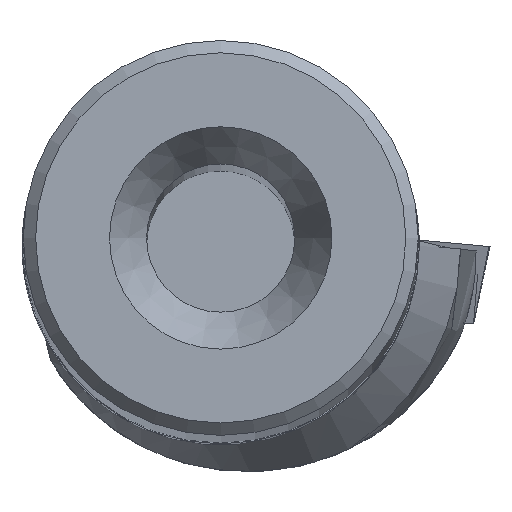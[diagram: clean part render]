
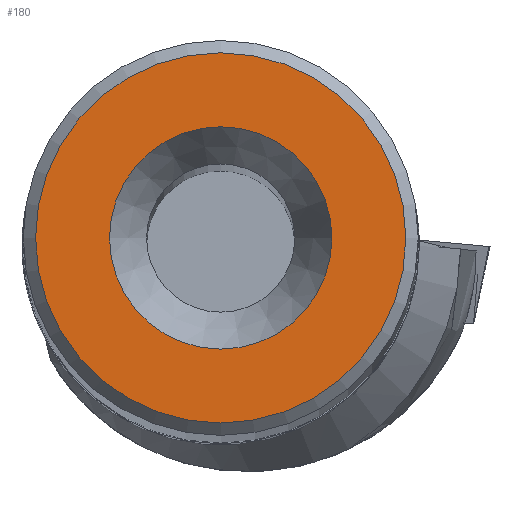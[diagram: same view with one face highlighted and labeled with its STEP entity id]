
A CAD part, top view. The second image highlights one B-rep face of the part: STEP entity #180.
In plain terms, the highlighted planar face has unit normal (0, 0, 1).
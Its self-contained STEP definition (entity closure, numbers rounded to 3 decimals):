
#180=ADVANCED_FACE('',(#303,#304),#210,.T.);
#210=PLANE('',#829);
#303=FACE_BOUND('',#353,.T.);
#304=FACE_BOUND('',#354,.T.);
#353=EDGE_LOOP('',(#475));
#354=EDGE_LOOP('',(#476));
#475=ORIENTED_EDGE('',*,*,#664,.T.);
#476=ORIENTED_EDGE('',*,*,#665,.F.);
#592=VERTEX_POINT('',#1312);
#593=VERTEX_POINT('',#1314);
#664=EDGE_CURVE('',#592,#592,#707,.T.);
#665=EDGE_CURVE('',#593,#593,#708,.T.);
#707=CIRCLE('',#827,4.5);
#708=CIRCLE('',#828,7.493);
#827=AXIS2_PLACEMENT_3D('',#1311,#979,#980);
#828=AXIS2_PLACEMENT_3D('',#1313,#981,#982);
#829=AXIS2_PLACEMENT_3D('',#1315,#983,#984);
#979=DIRECTION('',(0.,0.,-1.));
#980=DIRECTION('',(-1.,0.,0.));
#981=DIRECTION('',(0.,0.,-1.));
#982=DIRECTION('',(-1.,0.,0.));
#983=DIRECTION('',(0.,0.,1.));
#984=DIRECTION('',(-1.,0.,0.));
#1311=CARTESIAN_POINT('',(0.,0.,0.));
#1312=CARTESIAN_POINT('',(-4.5,0.,0.));
#1313=CARTESIAN_POINT('',(0.,0.,0.));
#1314=CARTESIAN_POINT('',(-7.493,0.,0.));
#1315=CARTESIAN_POINT('',(0.,0.,0.));
